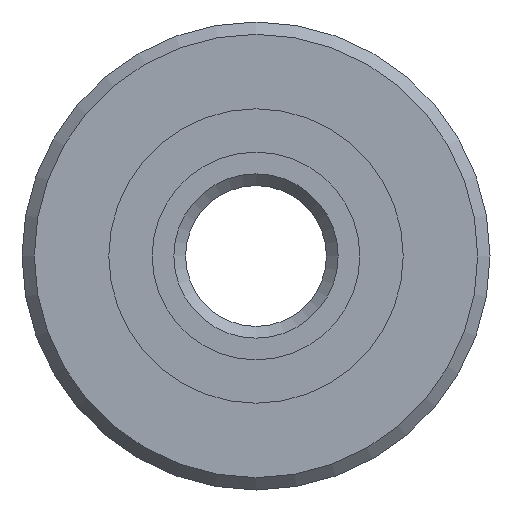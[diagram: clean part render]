
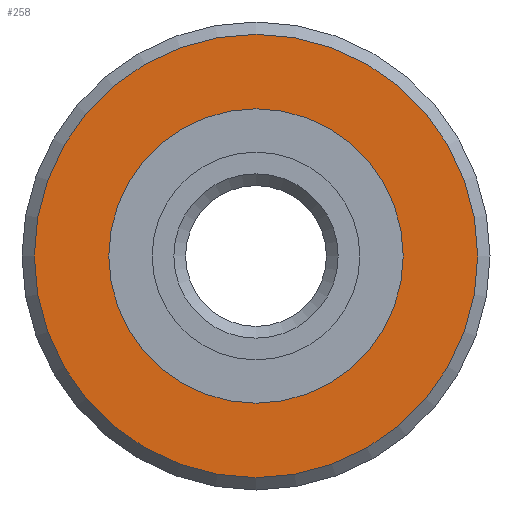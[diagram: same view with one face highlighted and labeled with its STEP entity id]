
A CAD part, left-side view. The second image highlights one B-rep face of the part: STEP entity #258.
In plain terms, the highlighted planar face has unit normal (-1, 0, 0).
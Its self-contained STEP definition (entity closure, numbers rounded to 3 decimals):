
#72=ORIENTED_EDGE('',*,*,#99,.T.);
#73=ORIENTED_EDGE('',*,*,#98,.F.);
#98=EDGE_CURVE('',#120,#120,#142,.T.);
#99=EDGE_CURVE('',#121,#121,#143,.T.);
#120=VERTEX_POINT('',#465);
#121=VERTEX_POINT('',#468);
#142=CIRCLE('',#311,18.9);
#143=CIRCLE('',#313,12.55);
#182=EDGE_LOOP('',(#72));
#183=EDGE_LOOP('',(#73));
#226=FACE_BOUND('',#182,.T.);
#227=FACE_BOUND('',#183,.T.);
#238=PLANE('',#312);
#258=ADVANCED_FACE('',(#226,#227),#238,.T.);
#311=AXIS2_PLACEMENT_3D('',#464,#393,#394);
#312=AXIS2_PLACEMENT_3D('',#466,#395,#396);
#313=AXIS2_PLACEMENT_3D('',#467,#397,#398);
#393=DIRECTION('',(1.,0.,0.));
#394=DIRECTION('',(0.,0.,-1.));
#395=DIRECTION('',(-1.,0.,0.));
#396=DIRECTION('',(0.,0.,1.));
#397=DIRECTION('',(1.,0.,0.));
#398=DIRECTION('',(0.,0.,-1.));
#464=CARTESIAN_POINT('',(-8.95,0.,0.));
#465=CARTESIAN_POINT('',(-8.95,0.,-18.9));
#466=CARTESIAN_POINT('',(-8.95,18.9,0.));
#467=CARTESIAN_POINT('',(-8.95,0.,0.));
#468=CARTESIAN_POINT('',(-8.95,0.,-12.55));
